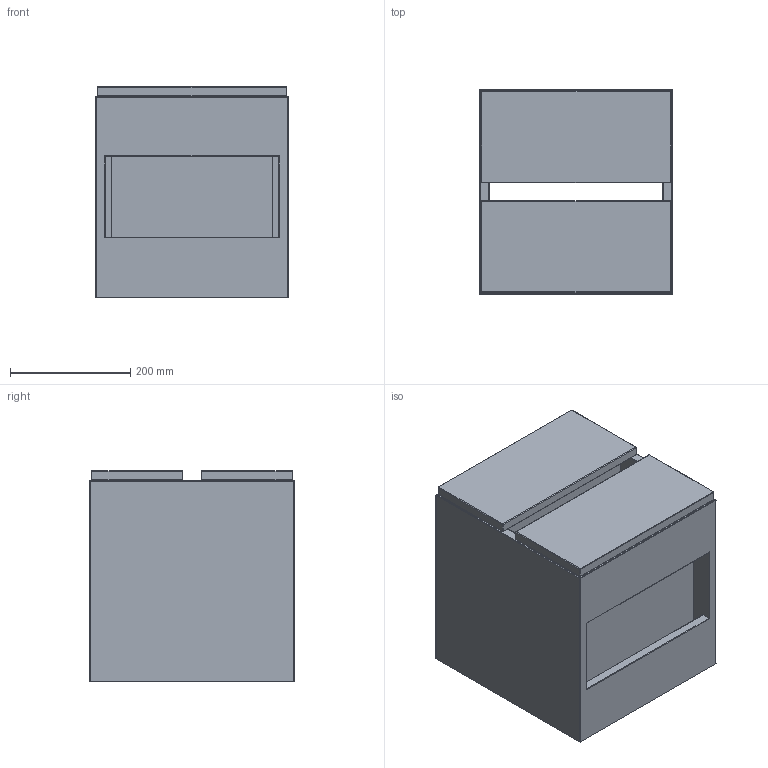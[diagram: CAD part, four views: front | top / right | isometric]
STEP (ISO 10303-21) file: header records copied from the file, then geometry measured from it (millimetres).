
FILE_DESCRIPTION (( 'STEP AP214' ), '1' );
FILE_NAME ('Kado Lux Internal Drawer Box 2.STEP', '2019-07-10T06:59:49', ( '' ), ( '' ), 'SwSTEP 2.0', 'SolidWorks 2015', '' );
FILE_SCHEMA (( 'AUTOMOTIVE_DESIGN' ));
Length unit declared in the file: millimetre
Products named in the file (1): Kado Lux Internal Drawer Box 2
Bounding box: 320 x 340 x 350 mm (x, y, z)
Volume: 25176062 mm3; surface area: 1623961.1 mm2
Topology: 5 solids, 5 shells, 99 faces, 222 edges, 112 vertices
Faces by surface type: cylinder 42, plane 37, sphere 20
Entity records: 2598 total; most frequent: DIRECTION 462, CARTESIAN_POINT 438, ORIENTED_EDGE 404, EDGE_CURVE 202, AXIS2_PLACEMENT_3D 168, LINE 126, VECTOR 126, VERTEX_POINT 112
